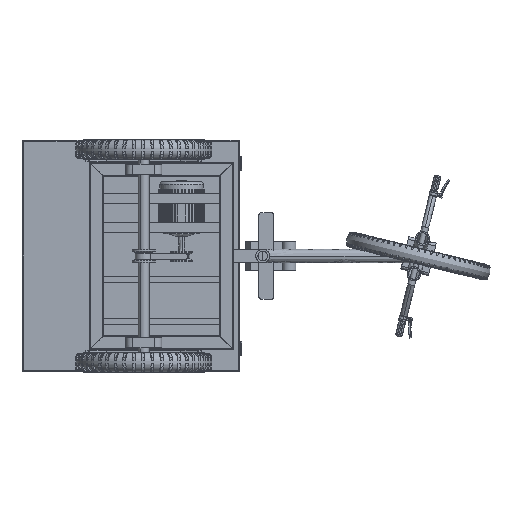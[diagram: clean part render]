
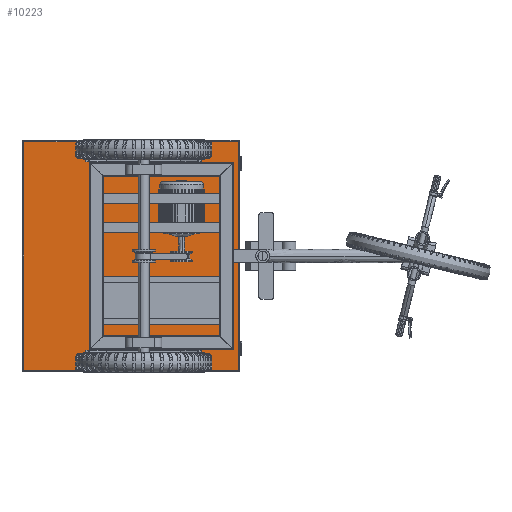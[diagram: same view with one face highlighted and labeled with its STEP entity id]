
A CAD part, front view. The second image highlights one B-rep face of the part: STEP entity #10223.
In plain terms, the highlighted free-form (B-spline) face has degree [1, 1] with [2, 2] control points.
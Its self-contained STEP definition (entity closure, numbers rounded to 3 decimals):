
#7740 = VERTEX_POINT('',#7741);
#7741 = CARTESIAN_POINT('',(-175.297,-58.568,
    -46.453));
#7756 = VERTEX_POINT('',#7757);
#7757 = CARTESIAN_POINT('',(-175.297,-58.568,
    109.662));
#7762 = EDGE_CURVE('',#7756,#7740,#7763,.T.);
#7763 = B_SPLINE_CURVE_WITH_KNOTS('',1,(#7764,#7765),.UNSPECIFIED.,.F.,
  .F.,(2,2),(-120.,-5.),.PIECEWISE_BEZIER_KNOTS.);
#7764 = CARTESIAN_POINT('',(-175.297,-58.568,
    109.662));
#7765 = CARTESIAN_POINT('',(-175.297,-58.568,
    -46.453));
#8466 = VERTEX_POINT('',#8467);
#8467 = CARTESIAN_POINT('',(-175.026,-58.568,
    -53.241));
#8474 = EDGE_CURVE('',#8475,#8466,#8477,.T.);
#8475 = VERTEX_POINT('',#8476);
#8476 = CARTESIAN_POINT('',(-175.026,-58.568,
    116.45));
#8477 = B_SPLINE_CURVE_WITH_KNOTS('',1,(#8478,#8479),.UNSPECIFIED.,.F.,
  .F.,(2,2),(-125.,0.),.PIECEWISE_BEZIER_KNOTS.);
#8478 = CARTESIAN_POINT('',(-175.026,-58.568,
    116.45));
#8479 = CARTESIAN_POINT('',(-175.026,-58.568,
    -53.241));
#9859 = VERTEX_POINT('',#9860);
#9860 = CARTESIAN_POINT('',(-182.085,-58.568,
    109.662));
#9865 = EDGE_CURVE('',#7756,#9859,#9866,.T.);
#9866 = B_SPLINE_CURVE_WITH_KNOTS('',1,(#9867,#9868),.UNSPECIFIED.,.F.,
  .F.,(2,2),(0.,5.),.PIECEWISE_BEZIER_KNOTS.);
#9867 = CARTESIAN_POINT('',(-175.297,-58.568,
    109.662));
#9868 = CARTESIAN_POINT('',(-182.085,-58.568,
    109.662));
#9923 = VERTEX_POINT('',#9924);
#9924 = CARTESIAN_POINT('',(-182.085,-58.568,
    116.45));
#9929 = EDGE_CURVE('',#9859,#9923,#9930,.T.);
#9930 = B_SPLINE_CURVE_WITH_KNOTS('',1,(#9931,#9932),.UNSPECIFIED.,.F.,
  .F.,(2,2),(0.,5.),.PIECEWISE_BEZIER_KNOTS.);
#9931 = CARTESIAN_POINT('',(-182.085,-58.568,
    109.662));
#9932 = CARTESIAN_POINT('',(-182.085,-58.568,
    116.45));
#9950 = EDGE_CURVE('',#9923,#8475,#9951,.T.);
#9951 = B_SPLINE_CURVE_WITH_KNOTS('',1,(#9952,#9953),.UNSPECIFIED.,.F.,
  .F.,(2,2),(-5.,0.2),.PIECEWISE_BEZIER_KNOTS.);
#9952 = CARTESIAN_POINT('',(-182.085,-58.568,
    116.45));
#9953 = CARTESIAN_POINT('',(-175.026,-58.568,
    116.45));
#10051 = VERTEX_POINT('',#10052);
#10052 = CARTESIAN_POINT('',(-182.085,-58.568,
    -53.241));
#10057 = EDGE_CURVE('',#8466,#10051,#10058,.T.);
#10058 = B_SPLINE_CURVE_WITH_KNOTS('',1,(#10059,#10060),.UNSPECIFIED.,
  .F.,.F.,(2,2),(-0.2,5.),.PIECEWISE_BEZIER_KNOTS.);
#10059 = CARTESIAN_POINT('',(-175.026,-58.568,
    -53.241));
#10060 = CARTESIAN_POINT('',(-182.085,-58.568,
    -53.241));
#10223 = ADVANCED_FACE('',(#10224,#10282,#10312),#10332,.T.);
#10224 = FACE_BOUND('',#10225,.T.);
#10225 = EDGE_LOOP('',(#10226,#10235,#10242,#10249,#10256,#10263,#10270,
    #10277));
#10226 = ORIENTED_EDGE('',*,*,#10227,.T.);
#10227 = EDGE_CURVE('',#10228,#10230,#10232,.T.);
#10228 = VERTEX_POINT('',#10229);
#10229 = CARTESIAN_POINT('',(-368.745,-58.568,
    -75.64));
#10230 = VERTEX_POINT('',#10231);
#10231 = CARTESIAN_POINT('',(-167.831,-58.568,
    -75.64));
#10232 = B_SPLINE_CURVE_WITH_KNOTS('',1,(#10233,#10234),.UNSPECIFIED.,
  .F.,.F.,(2,2),(-149.,-1.),.PIECEWISE_BEZIER_KNOTS.);
#10233 = CARTESIAN_POINT('',(-368.745,-58.568,
    -75.64));
#10234 = CARTESIAN_POINT('',(-167.831,-58.568,
    -75.64));
#10235 = ORIENTED_EDGE('',*,*,#10236,.T.);
#10236 = EDGE_CURVE('',#10230,#10237,#10239,.T.);
#10237 = VERTEX_POINT('',#10238);
#10238 = CARTESIAN_POINT('',(-167.831,-58.568,
    138.849));
#10239 = B_SPLINE_CURVE_WITH_KNOTS('',1,(#10240,#10241),.UNSPECIFIED.,
  .F.,.F.,(2,2),(-79.,79.),.PIECEWISE_BEZIER_KNOTS.);
#10240 = CARTESIAN_POINT('',(-167.831,-58.568,
    -75.64));
#10241 = CARTESIAN_POINT('',(-167.831,-58.568,
    138.849));
#10242 = ORIENTED_EDGE('',*,*,#10243,.T.);
#10243 = EDGE_CURVE('',#10237,#10244,#10246,.T.);
#10244 = VERTEX_POINT('',#10245);
#10245 = CARTESIAN_POINT('',(-219.55,-58.568,
    138.849));
#10246 = B_SPLINE_CURVE_WITH_KNOTS('',1,(#10247,#10248),.UNSPECIFIED.,
  .F.,.F.,(2,2),(17.,55.098),.PIECEWISE_BEZIER_KNOTS.);
#10247 = CARTESIAN_POINT('',(-167.831,-58.568,
    138.849));
#10248 = CARTESIAN_POINT('',(-219.55,-58.568,
    138.849));
#10249 = ORIENTED_EDGE('',*,*,#10250,.F.);
#10250 = EDGE_CURVE('',#10251,#10244,#10253,.T.);
#10251 = VERTEX_POINT('',#10252);
#10252 = CARTESIAN_POINT('',(-219.55,-58.568,
    119.844));
#10253 = B_SPLINE_CURVE_WITH_KNOTS('',1,(#10254,#10255),.UNSPECIFIED.,
  .F.,.F.,(2,2),(0.,14.),.PIECEWISE_BEZIER_KNOTS.);
#10254 = CARTESIAN_POINT('',(-219.55,-58.568,
    119.844));
#10255 = CARTESIAN_POINT('',(-219.55,-58.568,
    138.849));
#10256 = ORIENTED_EDGE('',*,*,#10257,.F.);
#10257 = EDGE_CURVE('',#10258,#10251,#10260,.T.);
#10258 = VERTEX_POINT('',#10259);
#10259 = CARTESIAN_POINT('',(-293.302,-58.568,
    119.844));
#10260 = B_SPLINE_CURVE_WITH_KNOTS('',1,(#10261,#10262),.UNSPECIFIED.,
  .F.,.F.,(2,2),(-54.328,0.),.PIECEWISE_BEZIER_KNOTS.);
#10261 = CARTESIAN_POINT('',(-293.302,-58.568,
    119.844));
#10262 = CARTESIAN_POINT('',(-219.55,-58.568,
    119.844));
#10263 = ORIENTED_EDGE('',*,*,#10264,.T.);
#10264 = EDGE_CURVE('',#10258,#10265,#10267,.T.);
#10265 = VERTEX_POINT('',#10266);
#10266 = CARTESIAN_POINT('',(-293.302,-58.568,
    138.849));
#10267 = B_SPLINE_CURVE_WITH_KNOTS('',1,(#10268,#10269),.UNSPECIFIED.,
  .F.,.F.,(2,2),(0.,14.),.PIECEWISE_BEZIER_KNOTS.);
#10268 = CARTESIAN_POINT('',(-293.302,-58.568,
    119.844));
#10269 = CARTESIAN_POINT('',(-293.302,-58.568,
    138.849));
#10270 = ORIENTED_EDGE('',*,*,#10271,.T.);
#10271 = EDGE_CURVE('',#10265,#10272,#10274,.T.);
#10272 = VERTEX_POINT('',#10273);
#10273 = CARTESIAN_POINT('',(-368.745,-58.568,
    138.849));
#10274 = B_SPLINE_CURVE_WITH_KNOTS('',1,(#10275,#10276),.UNSPECIFIED.,
  .F.,.F.,(2,2),(109.427,165.),.PIECEWISE_BEZIER_KNOTS.);
#10275 = CARTESIAN_POINT('',(-293.302,-58.568,
    138.849));
#10276 = CARTESIAN_POINT('',(-368.745,-58.568,
    138.849));
#10277 = ORIENTED_EDGE('',*,*,#10278,.T.);
#10278 = EDGE_CURVE('',#10272,#10228,#10279,.T.);
#10279 = B_SPLINE_CURVE_WITH_KNOTS('',1,(#10280,#10281),.UNSPECIFIED.,
  .F.,.F.,(2,2),(-159.,-1.),.PIECEWISE_BEZIER_KNOTS.);
#10280 = CARTESIAN_POINT('',(-368.745,-58.568,
    138.849));
#10281 = CARTESIAN_POINT('',(-368.745,-58.568,
    -75.64));
#10282 = FACE_BOUND('',#10283,.T.);
#10283 = EDGE_LOOP('',(#10284,#10293,#10300,#10307));
#10284 = ORIENTED_EDGE('',*,*,#10285,.T.);
#10285 = EDGE_CURVE('',#10286,#10288,#10290,.T.);
#10286 = VERTEX_POINT('',#10287);
#10287 = CARTESIAN_POINT('',(-304.262,-58.568,
    116.45));
#10288 = VERTEX_POINT('',#10289);
#10289 = CARTESIAN_POINT('',(-304.262,-58.568,
    -53.241));
#10290 = B_SPLINE_CURVE_WITH_KNOTS('',1,(#10291,#10292),.UNSPECIFIED.,
  .F.,.F.,(2,2),(-125.,-0.),.PIECEWISE_BEZIER_KNOTS.);
#10291 = CARTESIAN_POINT('',(-304.262,-58.568,
    116.45));
#10292 = CARTESIAN_POINT('',(-304.262,-58.568,
    -53.241));
#10293 = ORIENTED_EDGE('',*,*,#10294,.T.);
#10294 = EDGE_CURVE('',#10288,#10295,#10297,.T.);
#10295 = VERTEX_POINT('',#10296);
#10296 = CARTESIAN_POINT('',(-304.805,-58.568,
    -53.241));
#10297 = B_SPLINE_CURVE_WITH_KNOTS('',1,(#10298,#10299),.UNSPECIFIED.,
  .F.,.F.,(2,2),(-0.2,0.2),.PIECEWISE_BEZIER_KNOTS.);
#10298 = CARTESIAN_POINT('',(-304.262,-58.568,
    -53.241));
#10299 = CARTESIAN_POINT('',(-304.805,-58.568,
    -53.241));
#10300 = ORIENTED_EDGE('',*,*,#10301,.F.);
#10301 = EDGE_CURVE('',#10302,#10295,#10304,.T.);
#10302 = VERTEX_POINT('',#10303);
#10303 = CARTESIAN_POINT('',(-304.805,-58.568,
    116.45));
#10304 = B_SPLINE_CURVE_WITH_KNOTS('',1,(#10305,#10306),.UNSPECIFIED.,
  .F.,.F.,(2,2),(-125.,0.),.PIECEWISE_BEZIER_KNOTS.);
#10305 = CARTESIAN_POINT('',(-304.805,-58.568,
    116.45));
#10306 = CARTESIAN_POINT('',(-304.805,-58.568,
    -53.241));
#10307 = ORIENTED_EDGE('',*,*,#10308,.F.);
#10308 = EDGE_CURVE('',#10286,#10302,#10309,.T.);
#10309 = B_SPLINE_CURVE_WITH_KNOTS('',1,(#10310,#10311),.UNSPECIFIED.,
  .F.,.F.,(2,2),(-0.2,0.2),.PIECEWISE_BEZIER_KNOTS.);
#10310 = CARTESIAN_POINT('',(-304.262,-58.568,
    116.45));
#10311 = CARTESIAN_POINT('',(-304.805,-58.568,
    116.45));
#10312 = FACE_BOUND('',#10313,.T.);
#10313 = EDGE_LOOP('',(#10314,#10315,#10316,#10317,#10318,#10319,#10326,
    #10331));
#10314 = ORIENTED_EDGE('',*,*,#9865,.T.);
#10315 = ORIENTED_EDGE('',*,*,#9929,.T.);
#10316 = ORIENTED_EDGE('',*,*,#9950,.T.);
#10317 = ORIENTED_EDGE('',*,*,#8474,.T.);
#10318 = ORIENTED_EDGE('',*,*,#10057,.T.);
#10319 = ORIENTED_EDGE('',*,*,#10320,.T.);
#10320 = EDGE_CURVE('',#10051,#10321,#10323,.T.);
#10321 = VERTEX_POINT('',#10322);
#10322 = CARTESIAN_POINT('',(-182.085,-58.568,
    -46.453));
#10323 = B_SPLINE_CURVE_WITH_KNOTS('',1,(#10324,#10325),.UNSPECIFIED.,
  .F.,.F.,(2,2),(-5.,0.),.PIECEWISE_BEZIER_KNOTS.);
#10324 = CARTESIAN_POINT('',(-182.085,-58.568,
    -53.241));
#10325 = CARTESIAN_POINT('',(-182.085,-58.568,
    -46.453));
#10326 = ORIENTED_EDGE('',*,*,#10327,.T.);
#10327 = EDGE_CURVE('',#10321,#7740,#10328,.T.);
#10328 = B_SPLINE_CURVE_WITH_KNOTS('',1,(#10329,#10330),.UNSPECIFIED.,
  .F.,.F.,(2,2),(-5.,0.),.PIECEWISE_BEZIER_KNOTS.);
#10329 = CARTESIAN_POINT('',(-182.085,-58.568,
    -46.453));
#10330 = CARTESIAN_POINT('',(-175.297,-58.568,
    -46.453));
#10331 = ORIENTED_EDGE('',*,*,#7762,.F.);
#10332 = B_SPLINE_SURFACE_WITH_KNOTS('',1,1,(
    (#10333,#10334)
    ,(#10335,#10336
    )),.UNSPECIFIED.,.F.,.F.,.F.,(2,2),(2,2),(-79.,79.),(-165.,-17.),
  .PIECEWISE_BEZIER_KNOTS.);
#10333 = CARTESIAN_POINT('',(-368.745,-58.568,
    138.849));
#10334 = CARTESIAN_POINT('',(-167.831,-58.568,
    138.849));
#10335 = CARTESIAN_POINT('',(-368.745,-58.568,
    -75.64));
#10336 = CARTESIAN_POINT('',(-167.831,-58.568,
    -75.64));
